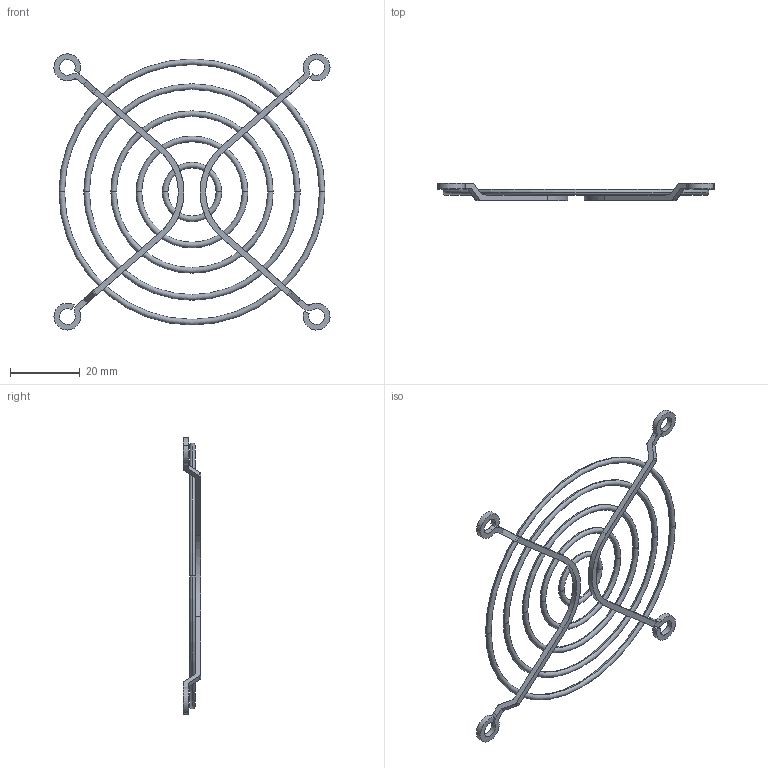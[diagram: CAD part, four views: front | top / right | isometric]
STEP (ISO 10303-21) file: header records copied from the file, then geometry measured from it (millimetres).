
FILE_DESCRIPTION(('starvars output'),'2;1');
FILE_NAME('f80ul.stp','16:20:38 2014/09/16',( 'Thomas Industrial Network Germany GmbH'),( 'Thomas Industrial Network Germany GmbH'),'unknown preprocess','ACIS' ,'unknown authorization');
FILE_SCHEMA(('AUTOMOTIVE_DESIGN_CC2 {UNKNOWN IMPLEMENTATION LEVEL}'));
Length unit declared in the file: millimetre
Products named in the file (1): PRODUCT_ID_24
Bounding box: 79.1 x 5 x 79.1 mm (x, y, z)
Volume: 2098.8 mm3; surface area: 5257.1 mm2
Topology: 7 solids, 7 shells, 109 faces, 295 edges, 190 vertices
Faces by surface type: plane 44, cylinder 29, torus 28, cone 8
Entity records: 4168 total; most frequent: CARTESIAN_POINT 684, ORIENTED_EDGE 630, DIRECTION 411, EDGE_CURVE 315, VERTEX_POINT 230, AXIS2_PLACEMENT_3D 165, EDGE_LOOP 129, FACE_BOUND 129
